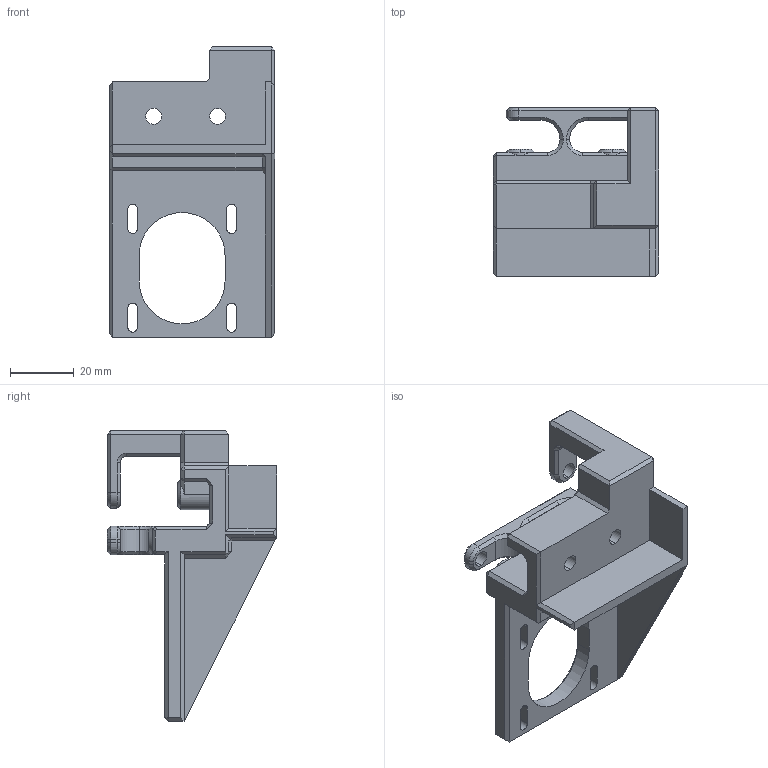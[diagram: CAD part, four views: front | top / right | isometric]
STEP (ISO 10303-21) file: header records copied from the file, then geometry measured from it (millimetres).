
FILE_DESCRIPTION (( 'STEP AP214' ), '1' );
FILE_NAME ('Right Motor Mount.STEP', '2023-01-16T21:37:58', ( '' ), ( '' ), 'SwSTEP 2.0', 'SolidWorks 2020', '' );
FILE_SCHEMA (( 'AUTOMOTIVE_DESIGN' ));
Length unit declared in the file: millimetre
Products named in the file (1): Right Motor Mount
Bounding box: 52 x 53 x 91 mm (x, y, z)
Volume: 43143.7 mm3; surface area: 19989.7 mm2
Topology: 1 solids, 1 shells, 223 faces, 533 edges, 315 vertices
Faces by surface type: plane 141, cylinder 50, cone 28, bspline 4
Entity records: 6698 total; most frequent: CARTESIAN_POINT 1479, DIRECTION 1075, ORIENTED_EDGE 1066, EDGE_CURVE 533, LINE 381, VECTOR 381, AXIS2_PLACEMENT_3D 347, VERTEX_POINT 315
